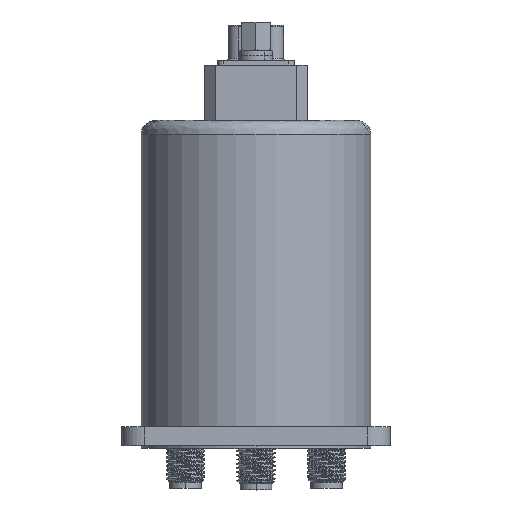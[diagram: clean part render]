
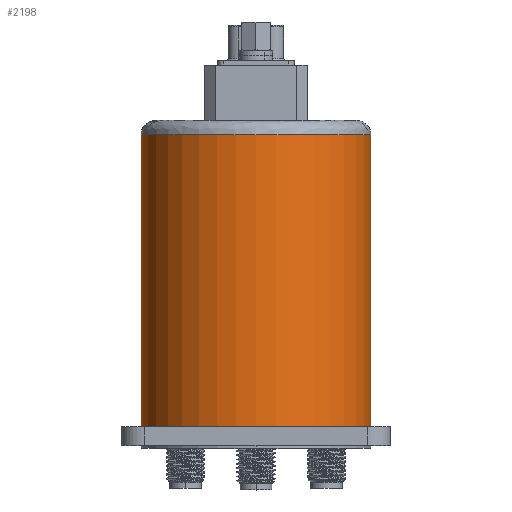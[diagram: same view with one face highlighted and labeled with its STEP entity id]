
A CAD part, top view. The second image highlights one B-rep face of the part: STEP entity #2198.
In plain terms, the highlighted cylindrical face has radius 19.05 mm (diameter 38.1 mm), a partial arc.
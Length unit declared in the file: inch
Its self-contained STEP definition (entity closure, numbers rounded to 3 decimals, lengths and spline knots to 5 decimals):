
#66 = CARTESIAN_POINT ( 'NONE',  ( 0., 0.28, -0.75 ) ) ;
#227 = ORIENTED_EDGE ( 'NONE', *, *, #14773, .T. ) ;
#266 = EDGE_CURVE ( 'NONE', #27262, #11330, #12406, .T. ) ;
#565 = EDGE_LOOP ( 'NONE', ( #28169, #7012, #227, #3455 ) ) ;
#1103 = AXIS2_PLACEMENT_3D ( 'NONE', #27624, #23002, #22700 ) ;
#2198 = ADVANCED_FACE ( 'NONE', ( #4085 ), #13309, .T. ) ;
#2473 = CARTESIAN_POINT ( 'NONE',  ( 0., 0.28, 0.75 ) ) ;
#3455 = ORIENTED_EDGE ( 'NONE', *, *, #13782, .F. ) ;
#3499 = AXIS2_PLACEMENT_3D ( 'NONE', #16622, #6934, #7539 ) ;
#4085 = FACE_OUTER_BOUND ( 'NONE', #565, .T. ) ;
#6934 = DIRECTION ( 'NONE',  ( 0., 1., 0. ) ) ;
#6938 = AXIS2_PLACEMENT_3D ( 'NONE', #28463, #16741, #23210 ) ;
#7012 = ORIENTED_EDGE ( 'NONE', *, *, #15683, .T. ) ;
#7539 = DIRECTION ( 'NONE',  ( 0., 0., -1. ) ) ;
#10344 = VERTEX_POINT ( 'NONE', #2473 ) ;
#11321 = LINE ( 'NONE', #18693, #29516 ) ;
#11330 = VERTEX_POINT ( 'NONE', #19795 ) ;
#12406 = CIRCLE ( 'NONE', #6938, 0.75 ) ;
#13309 = CYLINDRICAL_SURFACE ( 'NONE', #1103, 0.75 ) ;
#13782 = EDGE_CURVE ( 'NONE', #27262, #14398, #11321, .T. ) ;
#14398 = VERTEX_POINT ( 'NONE', #66 ) ;
#14773 = EDGE_CURVE ( 'NONE', #10344, #14398, #25606, .T. ) ;
#15358 = CARTESIAN_POINT ( 'NONE',  ( 0., 2.28, 0.75 ) ) ;
#15683 = EDGE_CURVE ( 'NONE', #11330, #10344, #15953, .T. ) ;
#15953 = LINE ( 'NONE', #15358, #23198 ) ;
#16622 = CARTESIAN_POINT ( 'NONE',  ( 0., 0.28, 0. ) ) ;
#16741 = DIRECTION ( 'NONE',  ( 0., -1., 0. ) ) ;
#18693 = CARTESIAN_POINT ( 'NONE',  ( 0., 2.28, -0.75 ) ) ;
#19795 = CARTESIAN_POINT ( 'NONE',  ( 0., 2.186, 0.75 ) ) ;
#22700 = DIRECTION ( 'NONE',  ( 0., 0., -1. ) ) ;
#22854 = DIRECTION ( 'NONE',  ( 0., -1., 0. ) ) ;
#23002 = DIRECTION ( 'NONE',  ( 0., -1., 0. ) ) ;
#23198 = VECTOR ( 'NONE', #27060, 39.37008 ) ;
#23210 = DIRECTION ( 'NONE',  ( 0., 0., -1. ) ) ;
#25606 = CIRCLE ( 'NONE', #3499, 0.75 ) ;
#27060 = DIRECTION ( 'NONE',  ( 0., -1., 0. ) ) ;
#27262 = VERTEX_POINT ( 'NONE', #28588 ) ;
#27624 = CARTESIAN_POINT ( 'NONE',  ( 0., 2.28, 0. ) ) ;
#28169 = ORIENTED_EDGE ( 'NONE', *, *, #266, .T. ) ;
#28463 = CARTESIAN_POINT ( 'NONE',  ( 0., 2.186, 0. ) ) ;
#28588 = CARTESIAN_POINT ( 'NONE',  ( 0., 2.186, -0.75 ) ) ;
#29516 = VECTOR ( 'NONE', #22854, 39.37008 ) ;
